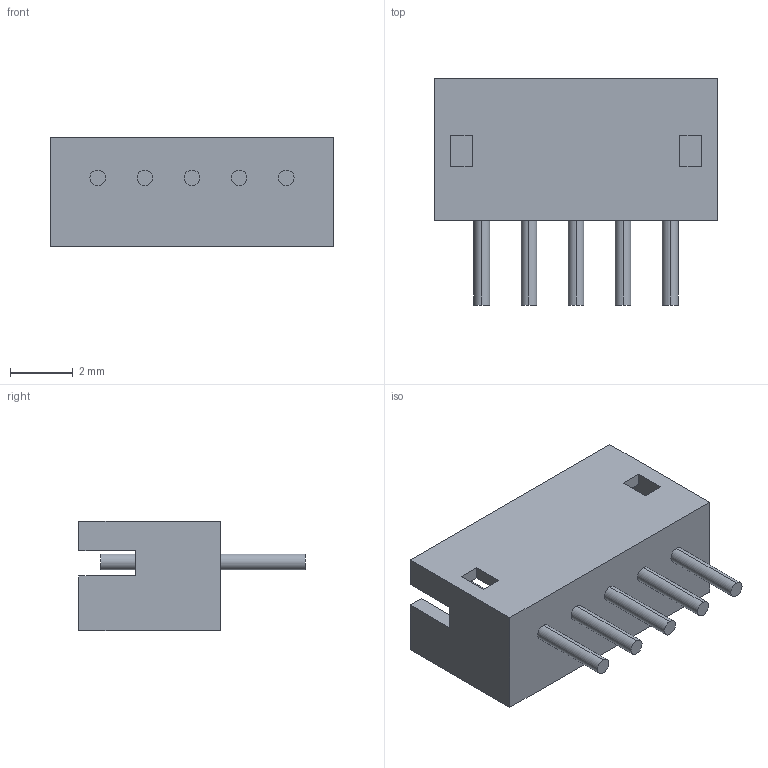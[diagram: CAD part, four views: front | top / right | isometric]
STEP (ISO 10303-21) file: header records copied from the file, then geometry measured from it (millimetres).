
FILE_DESCRIPTION (( 'STEP AP214' ), '1' );
FILE_NAME ('B5B-ZR.STEP', '2010-06-16T04:53:32', ( ' ' ), ( ' ' ), 'SwSTEP 2.0', 'SolidWorks 2005235', '' );
FILE_SCHEMA (( 'AUTOMOTIVE_DESIGN' ));
Length unit declared in the file: millimetre
Products named in the file (1): B5B-ZR
Bounding box: 9 x 7.2 x 3.5 mm (x, y, z)
Volume: 74.9 mm3; surface area: 283.8 mm2
Topology: 1 solids, 1 shells, 56 faces, 138 edges, 92 vertices
Faces by surface type: plane 36, cylinder 20
Entity records: 2309 total; most frequent: DIRECTION 292, CARTESIAN_POINT 287, ORIENTED_EDGE 276, EDGE_CURVE 138, VECTOR 98, LINE 98, AXIS2_PLACEMENT_3D 97, VERTEX_POINT 92
